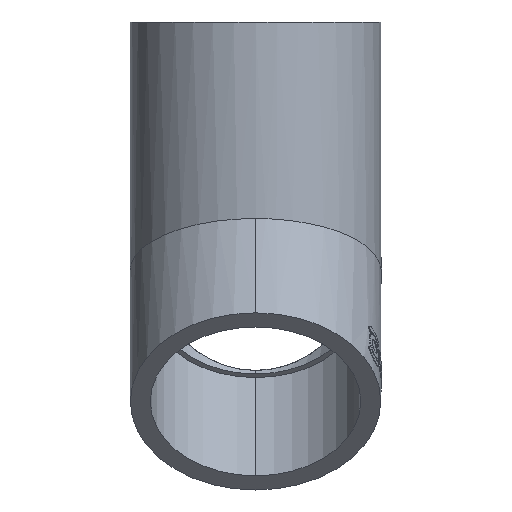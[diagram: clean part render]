
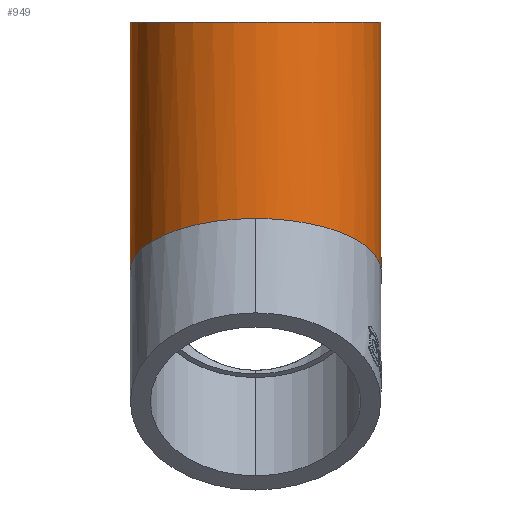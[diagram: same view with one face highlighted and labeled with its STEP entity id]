
A CAD part, front view. The second image highlights one B-rep face of the part: STEP entity #949.
In plain terms, the highlighted cylindrical face has radius 29.75 mm (diameter 59.5 mm), a partial arc.
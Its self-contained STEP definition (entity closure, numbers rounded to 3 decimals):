
#138 = VERTEX_POINT ( 'NONE', #1997 ) ;
#218 = VECTOR ( 'NONE', #6015, 1000. ) ;
#949 = ADVANCED_FACE ( 'NONE', ( #2005 ), #3123, .T. ) ;
#1154 = AXIS2_PLACEMENT_3D ( 'NONE', #8579, #10279, #1188 ) ;
#1188 = DIRECTION ( 'NONE',  ( 1., 0., 0. ) ) ;
#1646 = EDGE_LOOP ( 'NONE', ( #10049, #10127, #6453, #2280, #5488 ) ) ;
#1997 = CARTESIAN_POINT ( 'NONE',  ( 29.75, 0., 0. ) ) ;
#2005 = FACE_OUTER_BOUND ( 'NONE', #1646, .T. ) ;
#2280 = ORIENTED_EDGE ( 'NONE', *, *, #3250, .F. ) ;
#2885 = CARTESIAN_POINT ( 'NONE',  ( 17.427, -29.75, 12.323 ) ) ;
#3060 = CARTESIAN_POINT ( 'NONE',  ( -29.75, 0., 0. ) ) ;
#3123 = CYLINDRICAL_SURFACE ( 'NONE', #5471, 29.75 ) ;
#3250 = EDGE_CURVE ( 'NONE', #5997, #5138, #10927, .T. ) ;
#3633 = LINE ( 'NONE', #6289, #9281 ) ;
#4301 = CARTESIAN_POINT ( 'NONE',  ( -29.75, 0., 0. ) ) ;
#4574 = DIRECTION ( 'NONE',  ( 0., 0., -1. ) ) ;
#4728 = CARTESIAN_POINT ( 'NONE',  ( -29.75, 0., 59. ) ) ;
#5138 = VERTEX_POINT ( 'NONE', #3060 ) ;
#5471 = AXIS2_PLACEMENT_3D ( 'NONE', #9225, #8574, #5624 ) ;
#5488 = ORIENTED_EDGE ( 'NONE', *, *, #5517, .F. ) ;
#5517 = EDGE_CURVE ( 'NONE', #138, #5997, #8455, .T. ) ;
#5624 = DIRECTION ( 'NONE',  ( -1., 0., 0. ) ) ;
#5793 = CARTESIAN_POINT ( 'NONE',  ( 29.75, 0., 59. ) ) ;
#5997 = VERTEX_POINT ( 'NONE', #10526 ) ;
#6015 = DIRECTION ( 'NONE',  ( 0., 0., -1. ) ) ;
#6032 = CARTESIAN_POINT ( 'NONE',  ( -17.427, -29.75, 12.323 ) ) ;
#6289 = CARTESIAN_POINT ( 'NONE',  ( -29.75, 0., 59. ) ) ;
#6453 = ORIENTED_EDGE ( 'NONE', *, *, #9441, .T. ) ;
#7383 = CARTESIAN_POINT ( 'NONE',  ( 29.75, 0., 0. ) ) ;
#8455 =( BOUNDED_CURVE ( )  B_SPLINE_CURVE ( 3, ( #7383, #10974, #2885, #10087 ),
 .UNSPECIFIED., .F., .F. ) 
 B_SPLINE_CURVE_WITH_KNOTS ( ( 4, 4 ),
 ( 1.571, 3.142 ),
 .UNSPECIFIED. ) 
 CURVE ( )  GEOMETRIC_REPRESENTATION_ITEM ( )  RATIONAL_B_SPLINE_CURVE ( ( 1., 0.805, 0.805, 1. ) ) 
 REPRESENTATION_ITEM ( '' )  );
#8574 = DIRECTION ( 'NONE',  ( 0., 0., -1. ) ) ;
#8579 = CARTESIAN_POINT ( 'NONE',  ( 0., 0., 59. ) ) ;
#8745 = VERTEX_POINT ( 'NONE', #4728 ) ;
#8795 = LINE ( 'NONE', #11387, #218 ) ;
#8812 = CARTESIAN_POINT ( 'NONE',  ( 0., -29.75, 12.323 ) ) ;
#8832 = EDGE_CURVE ( 'NONE', #8745, #11653, #9273, .T. ) ;
#9225 = CARTESIAN_POINT ( 'NONE',  ( 0., 0., 59. ) ) ;
#9273 = CIRCLE ( 'NONE', #1154, 29.75 ) ;
#9281 = VECTOR ( 'NONE', #4574, 1000. ) ;
#9441 = EDGE_CURVE ( 'NONE', #8745, #5138, #3633, .T. ) ;
#9845 = EDGE_CURVE ( 'NONE', #11653, #138, #8795, .T. ) ;
#10049 = ORIENTED_EDGE ( 'NONE', *, *, #9845, .F. ) ;
#10087 = CARTESIAN_POINT ( 'NONE',  ( 0., -29.75, 12.323 ) ) ;
#10127 = ORIENTED_EDGE ( 'NONE', *, *, #8832, .F. ) ;
#10279 = DIRECTION ( 'NONE',  ( 0., 0., 1. ) ) ;
#10526 = CARTESIAN_POINT ( 'NONE',  ( 0., -29.75, 12.323 ) ) ;
#10927 =( BOUNDED_CURVE ( )  B_SPLINE_CURVE ( 3, ( #8812, #6032, #11630, #4301 ),
 .UNSPECIFIED., .F., .F. ) 
 B_SPLINE_CURVE_WITH_KNOTS ( ( 4, 4 ),
 ( 3.142, 4.712 ),
 .UNSPECIFIED. ) 
 CURVE ( )  GEOMETRIC_REPRESENTATION_ITEM ( )  RATIONAL_B_SPLINE_CURVE ( ( 1., 0.805, 0.805, 1. ) ) 
 REPRESENTATION_ITEM ( '' )  );
#10974 = CARTESIAN_POINT ( 'NONE',  ( 29.75, -17.427, 7.219 ) ) ;
#11387 = CARTESIAN_POINT ( 'NONE',  ( 29.75, 0., 59. ) ) ;
#11630 = CARTESIAN_POINT ( 'NONE',  ( -29.75, -17.427, 7.219 ) ) ;
#11653 = VERTEX_POINT ( 'NONE', #5793 ) ;
